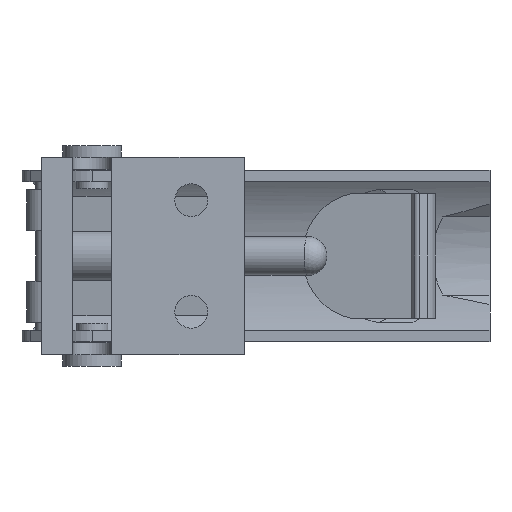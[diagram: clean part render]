
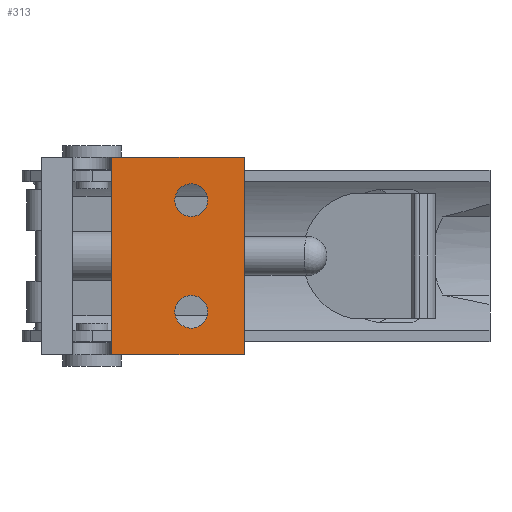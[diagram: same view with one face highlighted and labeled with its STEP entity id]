
A CAD part, front view. The second image highlights one B-rep face of the part: STEP entity #313.
In plain terms, the highlighted planar face has unit normal (0, -1, 0).
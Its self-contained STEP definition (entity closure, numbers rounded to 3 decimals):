
#313 = ADVANCED_FACE( '', ( #644, #645, #646 ), #647, .F. );
#644 = FACE_BOUND( '', #1049, .T. );
#645 = FACE_BOUND( '', #1050, .T. );
#646 = FACE_OUTER_BOUND( '', #1051, .T. );
#647 = PLANE( '', #1052 );
#1049 = EDGE_LOOP( '', ( #1629 ) );
#1050 = EDGE_LOOP( '', ( #1630 ) );
#1051 = EDGE_LOOP( '', ( #1631, #1632, #1633, #1634 ) );
#1052 = AXIS2_PLACEMENT_3D( '', #1635, #1636, #1637 );
#1629 = ORIENTED_EDGE( '', *, *, #2538, .T. );
#1630 = ORIENTED_EDGE( '', *, *, #2554, .T. );
#1631 = ORIENTED_EDGE( '', *, *, #2555, .T. );
#1632 = ORIENTED_EDGE( '', *, *, #2556, .F. );
#1633 = ORIENTED_EDGE( '', *, *, #2557, .F. );
#1634 = ORIENTED_EDGE( '', *, *, #2558, .T. );
#1635 = CARTESIAN_POINT( '', ( -19.5, -10., 12.65 ) );
#1636 = DIRECTION( '', ( 0., 1., 0. ) );
#1637 = DIRECTION( '', ( 0., 0., 1. ) );
#2538 = EDGE_CURVE( '', #3063, #3063, #3064, .T. );
#2554 = EDGE_CURVE( '', #3089, #3089, #3090, .T. );
#2555 = EDGE_CURVE( '', #3091, #3092, #3093, .T. );
#2556 = EDGE_CURVE( '', #3094, #3092, #3095, .T. );
#2557 = EDGE_CURVE( '', #3096, #3094, #3097, .T. );
#2558 = EDGE_CURVE( '', #3096, #3091, #3098, .T. );
#3063 = VERTEX_POINT( '', #3797 );
#3064 = CIRCLE( '', #3798, 2.1 );
#3089 = VERTEX_POINT( '', #3833 );
#3090 = CIRCLE( '', #3834, 2.1 );
#3091 = VERTEX_POINT( '', #3835 );
#3092 = VERTEX_POINT( '', #3836 );
#3093 = LINE( '', #3837, #3838 );
#3094 = VERTEX_POINT( '', #3839 );
#3095 = LINE( '', #3840, #3841 );
#3096 = VERTEX_POINT( '', #3842 );
#3097 = LINE( '', #3843, #3844 );
#3098 = LINE( '', #3845, #3846 );
#3797 = CARTESIAN_POINT( '', ( -10.6, -10., 7.15 ) );
#3798 = AXIS2_PLACEMENT_3D( '', #4566, #4567, #4568 );
#3833 = CARTESIAN_POINT( '', ( -10.6, -10., -7.15 ) );
#3834 = AXIS2_PLACEMENT_3D( '', #4585, #4586, #4587 );
#3835 = CARTESIAN_POINT( '', ( -19.5, -10., -12.65 ) );
#3836 = CARTESIAN_POINT( '', ( -2.5, -10., -12.65 ) );
#3837 = CARTESIAN_POINT( '', ( -19.5, -10., -12.65 ) );
#3838 = VECTOR( '', #4588, 1000. );
#3839 = CARTESIAN_POINT( '', ( -2.5, -10., 12.65 ) );
#3840 = CARTESIAN_POINT( '', ( -2.5, -10., 12.65 ) );
#3841 = VECTOR( '', #4589, 1000. );
#3842 = CARTESIAN_POINT( '', ( -19.5, -10., 12.65 ) );
#3843 = CARTESIAN_POINT( '', ( -19.5, -10., 12.65 ) );
#3844 = VECTOR( '', #4590, 1000. );
#3845 = CARTESIAN_POINT( '', ( -19.5, -10., 12.65 ) );
#3846 = VECTOR( '', #4591, 1000. );
#4566 = CARTESIAN_POINT( '', ( -12.7, -10., 7.15 ) );
#4567 = DIRECTION( '', ( 0., 1., 0. ) );
#4568 = DIRECTION( '', ( 1., 0., 0. ) );
#4585 = CARTESIAN_POINT( '', ( -12.7, -10., -7.15 ) );
#4586 = DIRECTION( '', ( 0., 1., 0. ) );
#4587 = DIRECTION( '', ( 1., 0., 0. ) );
#4588 = DIRECTION( '', ( 1., 0., 0. ) );
#4589 = DIRECTION( '', ( 0., 0., -1. ) );
#4590 = DIRECTION( '', ( 1., 0., 0. ) );
#4591 = DIRECTION( '', ( 0., 0., -1. ) );
